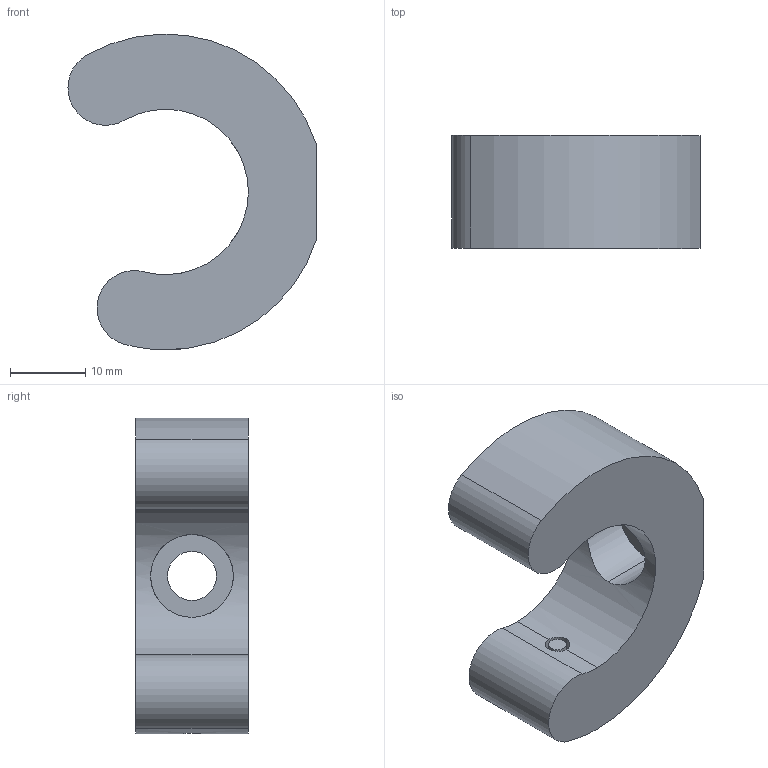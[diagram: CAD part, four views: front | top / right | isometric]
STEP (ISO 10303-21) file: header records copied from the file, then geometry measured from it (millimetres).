
FILE_DESCRIPTION (( 'STEP AP203' ), '1' );
FILE_NAME ('PPCC20.STEP', '2022-07-20T06:12:21', ( '' ), ( '' ), 'SwSTEP 2.0', 'SolidWorks 2021', '' );
FILE_SCHEMA (( 'CONFIG_CONTROL_DESIGN' ));
Length unit declared in the file: millimetre
Products named in the file (1): PPCC20
Bounding box: 33 x 15 x 41.99 mm (x, y, z)
Volume: 9742.4 mm3; surface area: 4167.4 mm2
Topology: 3 solids, 3 shells, 195 faces, 530 edges, 349 vertices
Faces by surface type: plane 170, cylinder 19, cone 6
Entity records: 6287 total; most frequent: CARTESIAN_POINT 1265, ORIENTED_EDGE 1056, DIRECTION 954, EDGE_CURVE 528, LINE 474, VECTOR 474, VERTEX_POINT 349, AXIS2_PLACEMENT_3D 240
